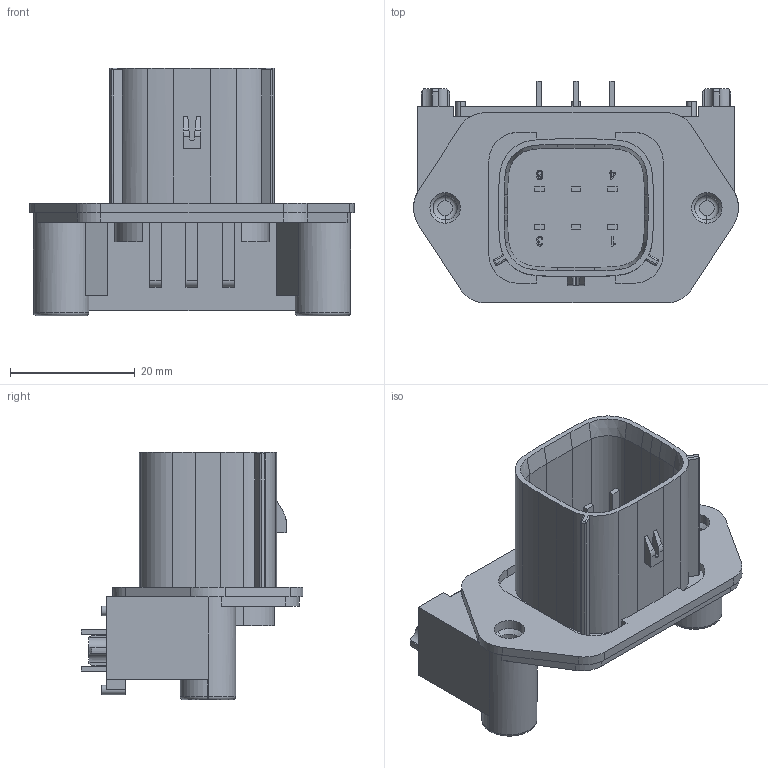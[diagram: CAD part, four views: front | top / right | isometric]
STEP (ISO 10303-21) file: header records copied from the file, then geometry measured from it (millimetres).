
FILE_DESCRIPTION((''),'2;1');
FILE_NAME('194270018','2014-08-12T',('me'),(''),'PRO/ENGINEER BY PARAMETRIC TECHNOLOGY CORPORATION, 2011490','PRO/ENGINEER BY PARAMETRIC TECHNOLOGY CORPORATION, 2011490','');
FILE_SCHEMA(('CONFIG_CONTROL_DESIGN'));
Length unit declared in the file: millimetre
Products named in the file (1): 194270018
Bounding box: 52.07 x 35.57 x 39.65 mm (x, y, z)
Volume: 12875.7 mm3; surface area: 12694.4 mm2
Topology: 1 solids, 1 shells, 652 faces, 1844 edges, 1232 vertices
Faces by surface type: plane 471, cylinder 143, cone 24, extrusion 8, torus 6
Entity records: 21498 total; most frequent: CARTESIAN_POINT 4332, ORIENTED_EDGE 3656, DIRECTION 3404, EDGE_CURVE 1828, VECTOR 1418, LINE 1410, VERTEX_POINT 1216, AXIS2_PLACEMENT_3D 993
